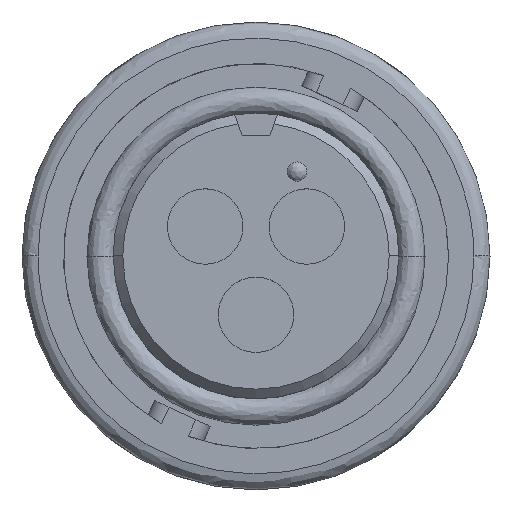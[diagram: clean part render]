
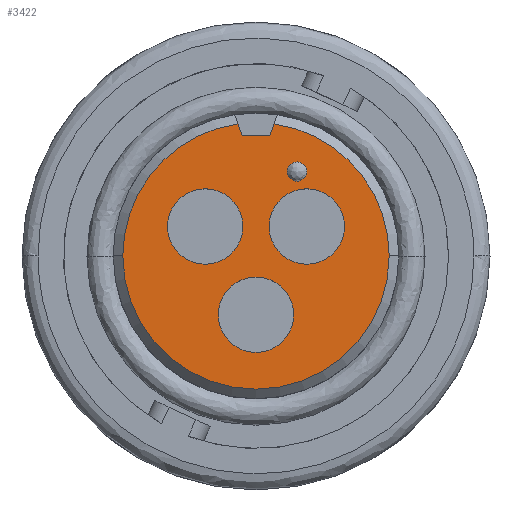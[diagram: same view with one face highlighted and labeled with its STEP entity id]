
A CAD part, top view. The second image highlights one B-rep face of the part: STEP entity #3422.
In plain terms, the highlighted planar face has unit normal (0, 0, 1).
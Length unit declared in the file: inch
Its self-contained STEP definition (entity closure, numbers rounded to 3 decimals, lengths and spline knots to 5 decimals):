
#181 = AXIS2_PLACEMENT_3D ( 'NONE', #9549, #3129, #10585 ) ;
#332 = CIRCLE ( 'NONE', #10806, 0.0705 ) ;
#464 = LINE ( 'NONE', #4098, #11438 ) ;
#510 = EDGE_CURVE ( 'NONE', #12753, #9835, #2724, .T. ) ;
#584 = CARTESIAN_POINT ( 'NONE',  ( -0.0705, -0.11, 0. ) ) ;
#724 = DIRECTION ( 'NONE',  ( -1., 0., 0. ) ) ;
#730 = DIRECTION ( 'NONE',  ( 0., 0., 1. ) ) ;
#758 = CARTESIAN_POINT ( 'NONE',  ( 0.07666, 0.15765, 0. ) ) ;
#831 = AXIS2_PLACEMENT_3D ( 'NONE', #4566, #4533, #4516 ) ;
#848 = FACE_BOUND ( 'NONE', #11161, .T. ) ;
#868 = EDGE_CURVE ( 'NONE', #10495, #13354, #3878, .T. ) ;
#932 = CARTESIAN_POINT ( 'NONE',  ( 0.09468, 0.15765, 0. ) ) ;
#1218 = EDGE_CURVE ( 'NONE', #12753, #5849, #4373, .T. ) ;
#1395 = CARTESIAN_POINT ( 'NONE',  ( 0.03371, 0.24671, 0. ) ) ;
#1414 = DIRECTION ( 'NONE',  ( -1., 0., 0. ) ) ;
#1749 = DIRECTION ( 'NONE',  ( 0., 0., 1. ) ) ;
#1782 = ORIENTED_EDGE ( 'NONE', *, *, #9438, .T. ) ;
#1891 = AXIS2_PLACEMENT_3D ( 'NONE', #6998, #6981, #6941 ) ;
#2042 = EDGE_LOOP ( 'NONE', ( #13698, #5028 ) ) ;
#2062 = CIRCLE ( 'NONE', #5526, 0.0705 ) ;
#2237 = DIRECTION ( 'NONE',  ( 0., 0., 1. ) ) ;
#2265 = CIRCLE ( 'NONE', #13755, 0.0705 ) ;
#2269 = DIRECTION ( 'NONE',  ( 0., 0., -1. ) ) ;
#2522 = EDGE_LOOP ( 'NONE', ( #13796, #10484 ) ) ;
#2682 = VERTEX_POINT ( 'NONE', #932 ) ;
#2707 = CARTESIAN_POINT ( 'NONE',  ( 0.05864, 0.15765, 0. ) ) ;
#2724 = CIRCLE ( 'NONE', #5027, 0.249 ) ;
#2931 = CIRCLE ( 'NONE', #4131, 0.249 ) ;
#3129 = DIRECTION ( 'NONE',  ( 0., 0., 1. ) ) ;
#3258 = DIRECTION ( 'NONE',  ( -1., 0., 0. ) ) ;
#3262 = DIRECTION ( 'NONE',  ( 0., 0., -1. ) ) ;
#3305 = DIRECTION ( 'NONE',  ( 0., 0., 1. ) ) ;
#3422 = ADVANCED_FACE ( 'NONE', ( #11849, #848, #6914, #3714, #6563 ), #5082, .F. ) ;
#3507 = VERTEX_POINT ( 'NONE', #3866 ) ;
#3649 = EDGE_LOOP ( 'NONE', ( #11151, #11075, #1782, #8531, #11737, #13170 ) ) ;
#3714 = FACE_BOUND ( 'NONE', #13125, .T. ) ;
#3811 = CARTESIAN_POINT ( 'NONE',  ( -0.03371, 0.24671, 0. ) ) ;
#3866 = CARTESIAN_POINT ( 'NONE',  ( -0.1655, 0.055, 0. ) ) ;
#3878 = CIRCLE ( 'NONE', #181, 0.0705 ) ;
#4098 = CARTESIAN_POINT ( 'NONE',  ( -0.02581, 0.225, 0. ) ) ;
#4131 = AXIS2_PLACEMENT_3D ( 'NONE', #8730, #2269, #9768 ) ;
#4331 = CIRCLE ( 'NONE', #10880, 0.01802 ) ;
#4373 = LINE ( 'NONE', #12347, #7950 ) ;
#4440 = EDGE_CURVE ( 'NONE', #11449, #8864, #12500, .T. ) ;
#4516 = DIRECTION ( 'NONE',  ( -1., 0., 0. ) ) ;
#4533 = DIRECTION ( 'NONE',  ( 0., 0., -1. ) ) ;
#4566 = CARTESIAN_POINT ( 'NONE',  ( 0., 0., 0. ) ) ;
#4816 = DIRECTION ( 'NONE',  ( -1., 0., 0. ) ) ;
#4958 = DIRECTION ( 'NONE',  ( 0., 0., 1. ) ) ;
#5027 = AXIS2_PLACEMENT_3D ( 'NONE', #9666, #3262, #1414 ) ;
#5028 = ORIENTED_EDGE ( 'NONE', *, *, #8483, .F. ) ;
#5082 = PLANE ( 'NONE',  #831 ) ;
#5119 = AXIS2_PLACEMENT_3D ( 'NONE', #11334, #4958, #12385 ) ;
#5260 = VERTEX_POINT ( 'NONE', #12986 ) ;
#5493 = CIRCLE ( 'NONE', #5119, 0.0705 ) ;
#5501 = VERTEX_POINT ( 'NONE', #2707 ) ;
#5514 = CIRCLE ( 'NONE', #11004, 0.01802 ) ;
#5526 = AXIS2_PLACEMENT_3D ( 'NONE', #8697, #2237, #9743 ) ;
#5616 = EDGE_CURVE ( 'NONE', #5501, #2682, #4331, .T. ) ;
#5849 = VERTEX_POINT ( 'NONE', #7857 ) ;
#5860 = DIRECTION ( 'NONE',  ( 0., 0., 1. ) ) ;
#6411 = EDGE_CURVE ( 'NONE', #10162, #5849, #11992, .T. ) ;
#6498 = EDGE_CURVE ( 'NONE', #9428, #7038, #332, .T. ) ;
#6563 = FACE_OUTER_BOUND ( 'NONE', #3649, .T. ) ;
#6914 = FACE_BOUND ( 'NONE', #2042, .T. ) ;
#6935 = AXIS2_PLACEMENT_3D ( 'NONE', #9613, #3305, #3258 ) ;
#6941 = DIRECTION ( 'NONE',  ( -1., 0., 0. ) ) ;
#6948 = CARTESIAN_POINT ( 'NONE',  ( 0.07666, 0.15765, 0. ) ) ;
#6981 = DIRECTION ( 'NONE',  ( 0., 0., -1. ) ) ;
#6998 = CARTESIAN_POINT ( 'NONE',  ( 0., 0., 0. ) ) ;
#7010 = CARTESIAN_POINT ( 'NONE',  ( 0.0245, 0.055, 0. ) ) ;
#7028 = CIRCLE ( 'NONE', #6935, 0.0705 ) ;
#7038 = VERTEX_POINT ( 'NONE', #7010 ) ;
#7138 = EDGE_CURVE ( 'NONE', #2682, #5501, #5514, .T. ) ;
#7444 = CARTESIAN_POINT ( 'NONE',  ( 0.249, 0., 0. ) ) ;
#7519 = EDGE_CURVE ( 'NONE', #5260, #3507, #7028, .T. ) ;
#7857 = CARTESIAN_POINT ( 'NONE',  ( 0.02581, 0.225, 0. ) ) ;
#7931 = ORIENTED_EDGE ( 'NONE', *, *, #6498, .F. ) ;
#7950 = VECTOR ( 'NONE', #12254, 39.37008 ) ;
#8217 = CARTESIAN_POINT ( 'NONE',  ( -0.095, 0.055, 0. ) ) ;
#8483 = EDGE_CURVE ( 'NONE', #13354, #10495, #5493, .T. ) ;
#8531 = ORIENTED_EDGE ( 'NONE', *, *, #4440, .F. ) ;
#8652 = DIRECTION ( 'NONE',  ( -1., 0., 0. ) ) ;
#8697 = CARTESIAN_POINT ( 'NONE',  ( 0.095, 0.055, 0. ) ) ;
#8709 = DIRECTION ( 'NONE',  ( 0., 0., 1. ) ) ;
#8730 = CARTESIAN_POINT ( 'NONE',  ( 0., 0., 0. ) ) ;
#8766 = CARTESIAN_POINT ( 'NONE',  ( 0.095, 0.055, 0. ) ) ;
#8864 = VERTEX_POINT ( 'NONE', #3811 ) ;
#9026 = CARTESIAN_POINT ( 'NONE',  ( -0.249, 0., 0. ) ) ;
#9211 = VECTOR ( 'NONE', #11568, 39.37008 ) ;
#9266 = DIRECTION ( 'NONE',  ( -1., 0., 0. ) ) ;
#9428 = VERTEX_POINT ( 'NONE', #13678 ) ;
#9438 = EDGE_CURVE ( 'NONE', #10162, #8864, #464, .T. ) ;
#9498 = DIRECTION ( 'NONE',  ( -0.342, 0.94, 0. ) ) ;
#9549 = CARTESIAN_POINT ( 'NONE',  ( 0., -0.11, 0. ) ) ;
#9606 = CARTESIAN_POINT ( 'NONE',  ( 0., 0.225, 0. ) ) ;
#9613 = CARTESIAN_POINT ( 'NONE',  ( -0.095, 0.055, 0. ) ) ;
#9666 = CARTESIAN_POINT ( 'NONE',  ( 0., 0., 0. ) ) ;
#9743 = DIRECTION ( 'NONE',  ( -1., 0., 0. ) ) ;
#9768 = DIRECTION ( 'NONE',  ( -1., 0., 0. ) ) ;
#9835 = VERTEX_POINT ( 'NONE', #7444 ) ;
#10162 = VERTEX_POINT ( 'NONE', #10478 ) ;
#10215 = ORIENTED_EDGE ( 'NONE', *, *, #11813, .F. ) ;
#10478 = CARTESIAN_POINT ( 'NONE',  ( -0.02581, 0.225, 0. ) ) ;
#10484 = ORIENTED_EDGE ( 'NONE', *, *, #7138, .F. ) ;
#10495 = VERTEX_POINT ( 'NONE', #584 ) ;
#10585 = DIRECTION ( 'NONE',  ( -1., 0., 0. ) ) ;
#10638 = ORIENTED_EDGE ( 'NONE', *, *, #11290, .F. ) ;
#10676 = EDGE_CURVE ( 'NONE', #9835, #11449, #2931, .T. ) ;
#10806 = AXIS2_PLACEMENT_3D ( 'NONE', #8766, #8709, #8652 ) ;
#10880 = AXIS2_PLACEMENT_3D ( 'NONE', #6948, #5860, #4816 ) ;
#11004 = AXIS2_PLACEMENT_3D ( 'NONE', #758, #730, #724 ) ;
#11075 = ORIENTED_EDGE ( 'NONE', *, *, #6411, .F. ) ;
#11151 = ORIENTED_EDGE ( 'NONE', *, *, #1218, .T. ) ;
#11161 = EDGE_LOOP ( 'NONE', ( #10638, #7931 ) ) ;
#11290 = EDGE_CURVE ( 'NONE', #7038, #9428, #2062, .T. ) ;
#11334 = CARTESIAN_POINT ( 'NONE',  ( 0., -0.11, 0. ) ) ;
#11438 = VECTOR ( 'NONE', #9498, 39.37008 ) ;
#11449 = VERTEX_POINT ( 'NONE', #9026 ) ;
#11568 = DIRECTION ( 'NONE',  ( 1., 0., 0. ) ) ;
#11667 = CARTESIAN_POINT ( 'NONE',  ( 0.0705, -0.11, 0. ) ) ;
#11737 = ORIENTED_EDGE ( 'NONE', *, *, #10676, .F. ) ;
#11813 = EDGE_CURVE ( 'NONE', #3507, #5260, #2265, .T. ) ;
#11849 = FACE_BOUND ( 'NONE', #2522, .T. ) ;
#11992 = LINE ( 'NONE', #9606, #9211 ) ;
#12254 = DIRECTION ( 'NONE',  ( -0.342, -0.94, 0. ) ) ;
#12258 = ORIENTED_EDGE ( 'NONE', *, *, #7519, .F. ) ;
#12347 = CARTESIAN_POINT ( 'NONE',  ( 0.02581, 0.225, 0. ) ) ;
#12385 = DIRECTION ( 'NONE',  ( -1., 0., 0. ) ) ;
#12500 = CIRCLE ( 'NONE', #1891, 0.249 ) ;
#12753 = VERTEX_POINT ( 'NONE', #1395 ) ;
#12986 = CARTESIAN_POINT ( 'NONE',  ( -0.0245, 0.055, 0. ) ) ;
#13125 = EDGE_LOOP ( 'NONE', ( #10215, #12258 ) ) ;
#13170 = ORIENTED_EDGE ( 'NONE', *, *, #510, .F. ) ;
#13354 = VERTEX_POINT ( 'NONE', #11667 ) ;
#13678 = CARTESIAN_POINT ( 'NONE',  ( 0.1655, 0.055, 0. ) ) ;
#13698 = ORIENTED_EDGE ( 'NONE', *, *, #868, .F. ) ;
#13755 = AXIS2_PLACEMENT_3D ( 'NONE', #8217, #1749, #9266 ) ;
#13796 = ORIENTED_EDGE ( 'NONE', *, *, #5616, .F. ) ;
